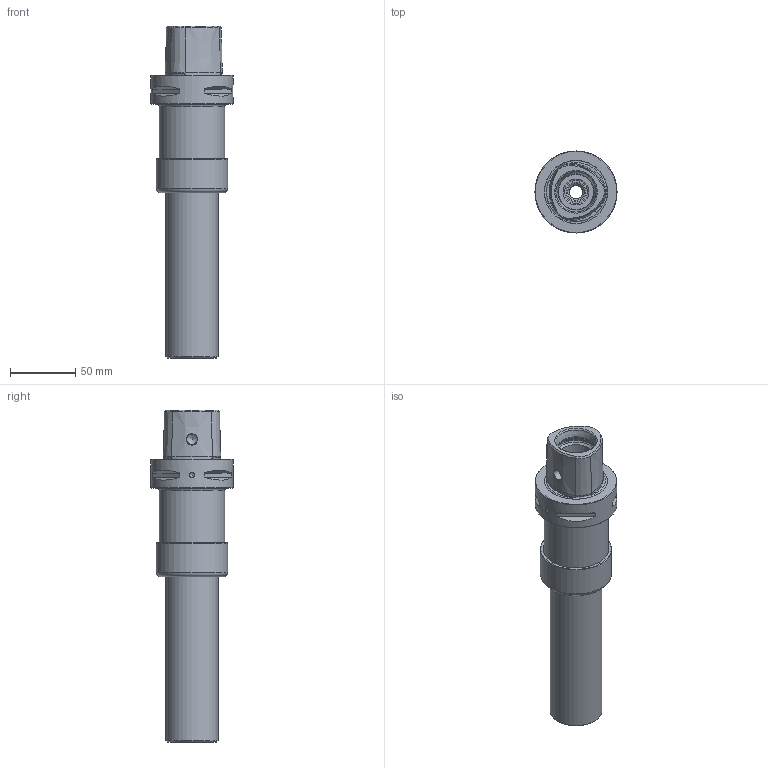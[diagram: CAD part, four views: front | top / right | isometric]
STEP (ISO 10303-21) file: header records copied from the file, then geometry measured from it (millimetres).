
FILE_DESCRIPTION(/* description */ (''),/* implementation_level */ '2;1');
FILE_NAME(/* name */ '888616060.stp',/* time_stamp */ '2021-07-27T13:24:20',/* author */ ('LRA'),/* organization */ ('REGO-FIX'),/* preprocessor_version */ ' Unknown',/* originating_system */ 'SIEMENS PLM Software Solid Edge ST10',/* authorization */ 'Unknown');
FILE_SCHEMA (('AUTOMOTIVE_DESIGN { 1 0 10303 214 2 1 1}'));
Length unit declared in the file: millimetre
Products named in the file (1): NOCUT
Bounding box: 63 x 63 x 255 mm (x, y, z)
Volume: 344151.8 mm3; surface area: 67597.3 mm2
Topology: 1 solids, 3 shells, 155 faces, 357 edges, 218 vertices
Faces by surface type: cone 73, cylinder 33, plane 30, torus 19
Full cylindrical faces by diameter (mm): 4 x1, 8.1 x2, 10.1 x1, 10.106 x1, 13 x1, 17.835 x1, 23.5 x1, 28 x2, 30.5 x1, 31.6 x1, 32 x1, 33 x1, 40 x1, 40.2 x1, 42 x1, 45 x1, 48.376 x2, 50 x1, 50.05 x1, 51.3 x1, 54.8 x1, 63 x1
Entity records: 4989 total; most frequent: CARTESIAN_POINT 848, DIRECTION 650, ORIENTED_EDGE 504, AXIS2_PLACEMENT_3D 295, EDGE_CURVE 252, FACE_BOUND 252, EDGE_LOOP 249, VERTEX_POINT 192
